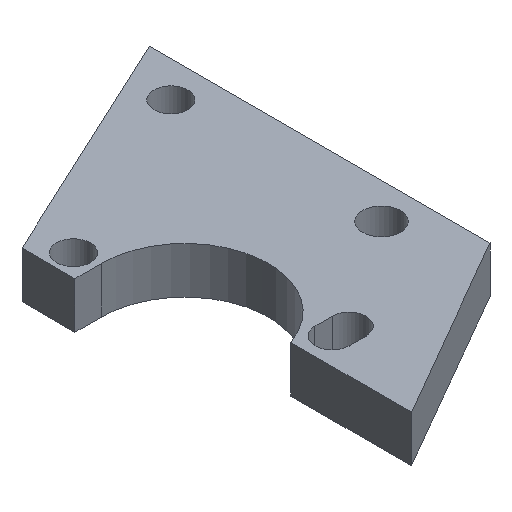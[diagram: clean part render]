
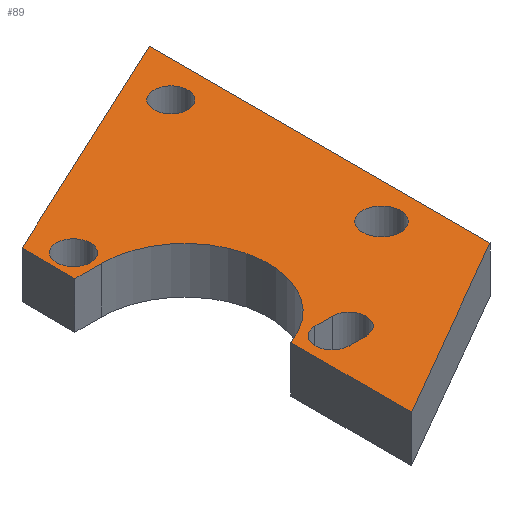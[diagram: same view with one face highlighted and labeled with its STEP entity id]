
A CAD part, isometric view. The second image highlights one B-rep face of the part: STEP entity #89.
In plain terms, the highlighted planar face has unit normal (0, 0, 1).
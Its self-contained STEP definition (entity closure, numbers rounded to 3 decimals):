
#89 = ADVANCED_FACE( '', ( #131, #132, #133, #134, #135 ), #136, .T. );
#131 = FACE_OUTER_BOUND( '', #188, .T. );
#132 = FACE_BOUND( '', #189, .T. );
#133 = FACE_BOUND( '', #190, .T. );
#134 = FACE_BOUND( '', #191, .T. );
#135 = FACE_BOUND( '', #192, .T. );
#136 = PLANE( '', #193 );
#188 = EDGE_LOOP( '', ( #332, #333, #334, #335, #336, #337, #338 ) );
#189 = EDGE_LOOP( '', ( #339 ) );
#190 = EDGE_LOOP( '', ( #340, #341, #342, #343 ) );
#191 = EDGE_LOOP( '', ( #344 ) );
#192 = EDGE_LOOP( '', ( #345 ) );
#193 = AXIS2_PLACEMENT_3D( '', #346, #347, #348 );
#332 = ORIENTED_EDGE( '', *, *, #411, .F. );
#333 = ORIENTED_EDGE( '', *, *, #413, .F. );
#334 = ORIENTED_EDGE( '', *, *, #449, .F. );
#335 = ORIENTED_EDGE( '', *, *, #447, .F. );
#336 = ORIENTED_EDGE( '', *, *, #443, .F. );
#337 = ORIENTED_EDGE( '', *, *, #406, .F. );
#338 = ORIENTED_EDGE( '', *, *, #450, .F. );
#339 = ORIENTED_EDGE( '', *, *, #431, .F. );
#340 = ORIENTED_EDGE( '', *, *, #451, .F. );
#341 = ORIENTED_EDGE( '', *, *, #452, .F. );
#342 = ORIENTED_EDGE( '', *, *, #453, .F. );
#343 = ORIENTED_EDGE( '', *, *, #454, .F. );
#344 = ORIENTED_EDGE( '', *, *, #455, .F. );
#345 = ORIENTED_EDGE( '', *, *, #456, .F. );
#346 = CARTESIAN_POINT( '', ( -83., -38.704, 15. ) );
#347 = DIRECTION( '', ( 0., 0., 1. ) );
#348 = DIRECTION( '', ( 1., 0., 0. ) );
#406 = EDGE_CURVE( '', #469, #471, #472, .T. );
#411 = EDGE_CURVE( '', #479, #474, #481, .T. );
#413 = EDGE_CURVE( '', #483, #479, #485, .T. );
#431 = EDGE_CURVE( '', #517, #517, #518, .T. );
#443 = EDGE_CURVE( '', #471, #536, #537, .T. );
#447 = EDGE_CURVE( '', #536, #541, #542, .T. );
#449 = EDGE_CURVE( '', #541, #483, #544, .T. );
#450 = EDGE_CURVE( '', #474, #469, #545, .T. );
#451 = EDGE_CURVE( '', #546, #547, #548, .T. );
#452 = EDGE_CURVE( '', #549, #546, #550, .T. );
#453 = EDGE_CURVE( '', #551, #549, #552, .T. );
#454 = EDGE_CURVE( '', #547, #551, #553, .T. );
#455 = EDGE_CURVE( '', #554, #554, #555, .T. );
#456 = EDGE_CURVE( '', #556, #556, #557, .T. );
#469 = VERTEX_POINT( '', #574 );
#471 = VERTEX_POINT( '', #577 );
#472 = LINE( '', #578, #579 );
#474 = VERTEX_POINT( '', #582 );
#479 = VERTEX_POINT( '', #589 );
#481 = LINE( '', #592, #593 );
#483 = VERTEX_POINT( '', #595 );
#485 = CIRCLE( '', #598, 27. );
#517 = VERTEX_POINT( '', #640 );
#518 = CIRCLE( '', #641, 5.5 );
#536 = VERTEX_POINT( '', #669 );
#537 = LINE( '', #670, #671 );
#541 = VERTEX_POINT( '', #677 );
#542 = LINE( '', #678, #679 );
#544 = LINE( '', #682, #683 );
#545 = LINE( '', #684, #685 );
#546 = VERTEX_POINT( '', #686 );
#547 = VERTEX_POINT( '', #687 );
#548 = CIRCLE( '', #688, 5.5 );
#549 = VERTEX_POINT( '', #689 );
#550 = LINE( '', #690, #691 );
#551 = VERTEX_POINT( '', #692 );
#552 = CIRCLE( '', #693, 5.5 );
#553 = LINE( '', #694, #695 );
#554 = VERTEX_POINT( '', #696 );
#555 = CIRCLE( '', #697, 5.5 );
#556 = VERTEX_POINT( '', #698 );
#557 = CIRCLE( '', #699, 6.112 );
#574 = CARTESIAN_POINT( '', ( -77., -35.906, 15. ) );
#577 = CARTESIAN_POINT( '', ( 0., 0., 15. ) );
#578 = CARTESIAN_POINT( '', ( -77., -35.906, 15. ) );
#579 = VECTOR( '', #714, 1000. );
#582 = CARTESIAN_POINT( '', ( -77., -53., 15. ) );
#589 = CARTESIAN_POINT( '', ( -68.5, -53., 15. ) );
#592 = CARTESIAN_POINT( '', ( -83., -53., 15. ) );
#593 = VECTOR( '', #719, 1000. );
#595 = CARTESIAN_POINT( '', ( -60., -105.627, 15. ) );
#598 = AXIS2_PLACEMENT_3D( '', #721, #722, #723 );
#640 = CARTESIAN_POINT( '', ( -6., -18.5, 15. ) );
#641 = AXIS2_PLACEMENT_3D( '', #755, #756, #757 );
#669 = CARTESIAN_POINT( '', ( 0., -110., 15. ) );
#670 = CARTESIAN_POINT( '', ( 0., 0., 15. ) );
#671 = VECTOR( '', #771, 1000. );
#677 = CARTESIAN_POINT( '', ( -60., -144.641, 15. ) );
#678 = CARTESIAN_POINT( '', ( 0., -110., 15. ) );
#679 = VECTOR( '', #777, 1000. );
#682 = CARTESIAN_POINT( '', ( -60., -144.641, 15. ) );
#683 = VECTOR( '', #779, 1000. );
#684 = CARTESIAN_POINT( '', ( -77., -55.906, 15. ) );
#685 = VECTOR( '', #780, 1000. );
#686 = CARTESIAN_POINT( '', ( -51.5, -105., 15. ) );
#687 = CARTESIAN_POINT( '', ( -51.5, -116., 15. ) );
#688 = AXIS2_PLACEMENT_3D( '', #781, #782, #783 );
#689 = CARTESIAN_POINT( '', ( -46., -105., 15. ) );
#690 = CARTESIAN_POINT( '', ( -83., -105., 15. ) );
#691 = VECTOR( '', #784, 1000. );
#692 = CARTESIAN_POINT( '', ( -46., -116., 15. ) );
#693 = AXIS2_PLACEMENT_3D( '', #785, #786, #787 );
#694 = CARTESIAN_POINT( '', ( -83., -116., 15. ) );
#695 = VECTOR( '', #788, 1000. );
#696 = CARTESIAN_POINT( '', ( -64.5, -45.5, 15. ) );
#697 = AXIS2_PLACEMENT_3D( '', #789, #790, #791 );
#698 = CARTESIAN_POINT( '', ( -5.388, -86.5, 15. ) );
#699 = AXIS2_PLACEMENT_3D( '', #792, #793, #794 );
#714 = DIRECTION( '', ( 0.906, 0.423, 0. ) );
#719 = DIRECTION( '', ( -1., 0., 0. ) );
#721 = CARTESIAN_POINT( '', ( -68.5, -80., 15. ) );
#722 = DIRECTION( '', ( 0., 0., 1. ) );
#723 = DIRECTION( '', ( 1., 0., 0. ) );
#755 = CARTESIAN_POINT( '', ( -11.5, -18.5, 15. ) );
#756 = DIRECTION( '', ( 0., 0., 1. ) );
#757 = DIRECTION( '', ( 1., 0., 0. ) );
#771 = DIRECTION( '', ( 0., -1., 0. ) );
#777 = DIRECTION( '', ( -0.866, -0.5, 0. ) );
#779 = DIRECTION( '', ( 0., 1., 0. ) );
#780 = DIRECTION( '', ( 0., 1., 0. ) );
#781 = CARTESIAN_POINT( '', ( -51.5, -110.5, 15. ) );
#782 = DIRECTION( '', ( 0., 0., 1. ) );
#783 = DIRECTION( '', ( 1., 0., 0. ) );
#784 = DIRECTION( '', ( -1., 0., 0. ) );
#785 = CARTESIAN_POINT( '', ( -46., -110.5, 15. ) );
#786 = DIRECTION( '', ( 0., 0., 1. ) );
#787 = DIRECTION( '', ( 1., 0., 0. ) );
#788 = DIRECTION( '', ( 1., 0., 0. ) );
#789 = CARTESIAN_POINT( '', ( -70., -45.5, 15. ) );
#790 = DIRECTION( '', ( 0., 0., 1. ) );
#791 = DIRECTION( '', ( 1., 0., 0. ) );
#792 = CARTESIAN_POINT( '', ( -11.5, -86.5, 15. ) );
#793 = DIRECTION( '', ( 0., 0., 1. ) );
#794 = DIRECTION( '', ( 1., 0., 0. ) );
